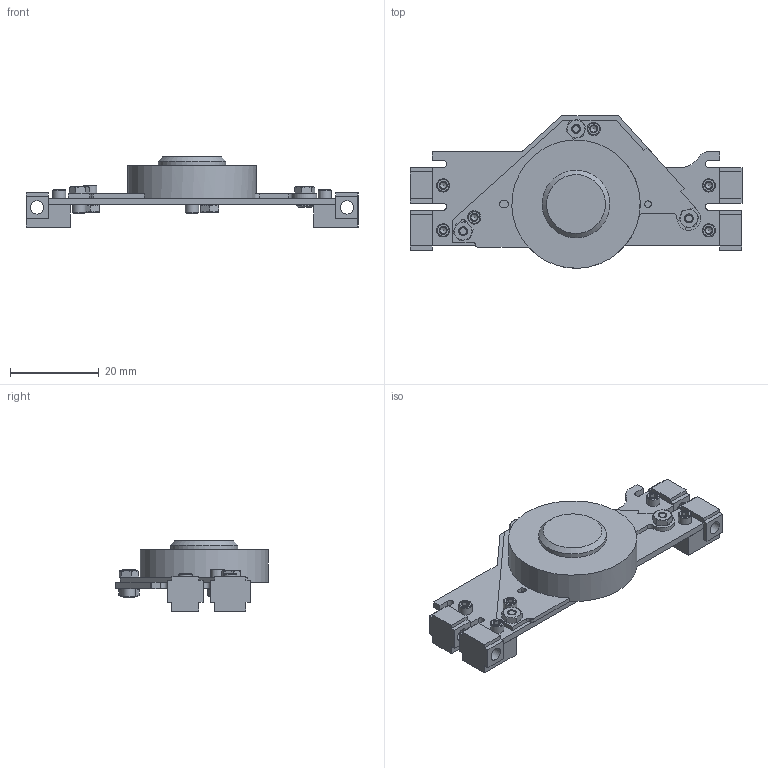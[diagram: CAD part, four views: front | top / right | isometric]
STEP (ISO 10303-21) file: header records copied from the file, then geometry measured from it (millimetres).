
FILE_DESCRIPTION(/* description */ (''),/* implementation_level */ '2;1');
FILE_NAME(/* name */ 'B4_RW_Assembly v55.step',/* time_stamp */ '2021-05-20T07:28:51+09:00',/* author */ (''),/* organization */ (''),/* preprocessor_version */ 'ST-DEVELOPER v18.1',/* originating_system */ 'Autodesk Translation Framework v10.6.0.1341',/* authorisation */ '');
FILE_SCHEMA (('AUTOMOTIVE_DESIGN { 1 0 10303 214 3 1 1 }'));
Length unit declared in the file: millimetre
Products named in the file (10): RW_FR_ASSY; B4_RW_Assembly_RW_FR_Aj1; B4_RW_Assembly_RW_FR_Aj2; HLTS4_4; B4_RW_Assembly_RW_FR_Ap; SNSS-M2-6-SD; Reaction wheel; SNSS-M2-4-SD; CBSTSR2-4; SHNS-M2
Assembly tree (24 placements, depth 2):
  RW_FR_ASSY
    B4_RW_Assembly_RW_FR_Aj1  x2
    B4_RW_Assembly_RW_FR_Aj2  x2
    HLTS4_4  x4
    B4_RW_Assembly_RW_FR_Ap
    SNSS-M2-6-SD  x4
    Reaction wheel
    SNSS-M2-4-SD  x4
    CBSTSR2-4
    SHNS-M2  x5
Bounding box: 75 x 34.5 x 15.85 mm (x, y, z)
Volume: 7061.8 mm3; surface area: 10919 mm2
Topology: 32 solids, 33 shells, 500 faces, 1142 edges, 719 vertices
Faces by surface type: plane 303, cone 107, cylinder 85, torus 5
Full cylindrical faces by diameter (mm): 0.267 x4, 1 x1, 1.5 x1, 1.567 x5, 1.6 x4, 1.754 x1, 2 x23, 2.5 x8, 3 x12, 4 x1, 12 x1, 13 x1, 15.28 x2, 28.057 x1, 29 x1
Entity records: 6875 total; most frequent: CARTESIAN_POINT 1278, DIRECTION 1135, ORIENTED_EDGE 1044, EDGE_CURVE 522, AXIS2_PLACEMENT_3D 406, VERTEX_POINT 338, LINE 323, VECTOR 323
